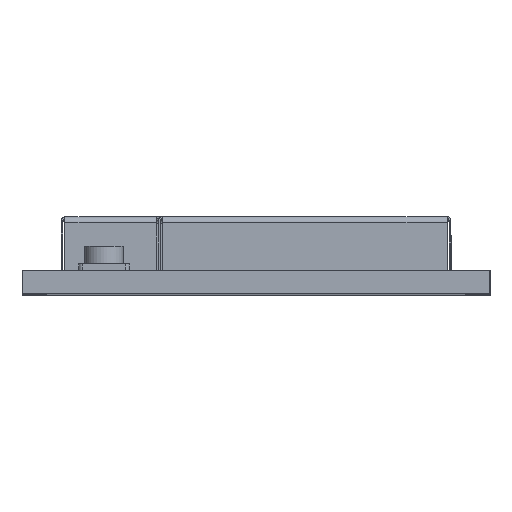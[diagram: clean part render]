
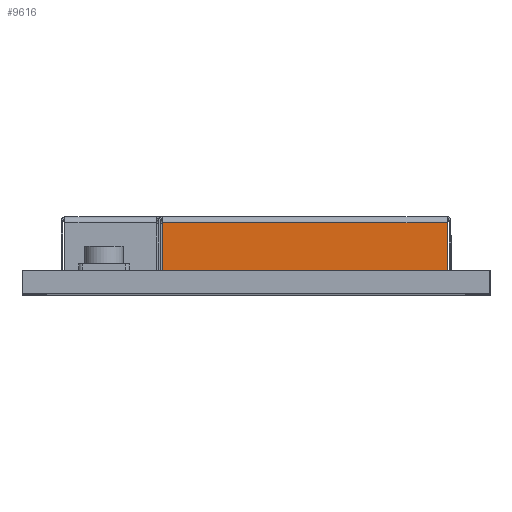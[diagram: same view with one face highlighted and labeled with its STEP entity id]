
A CAD part, top view. The second image highlights one B-rep face of the part: STEP entity #9616.
In plain terms, the highlighted planar face has unit normal (0, 0, 1).
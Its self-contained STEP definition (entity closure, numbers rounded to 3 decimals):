
#1502 = CARTESIAN_POINT ( 'NONE',  ( 0., 3.67, 17.35 ) ) ;
#1684 = DIRECTION ( 'NONE',  ( -1., 0., 0. ) ) ;
#1856 = DIRECTION ( 'NONE',  ( 0., 1., 0. ) ) ;
#1898 = PLANE ( 'NONE',  #9313 ) ;
#2265 = VECTOR ( 'NONE', #1684, 1000. ) ;
#2818 = EDGE_CURVE ( 'NONE', #10255, #10044, #9076, .T. ) ;
#2865 = ORIENTED_EDGE ( 'NONE', *, *, #2818, .T. ) ;
#3859 = CARTESIAN_POINT ( 'NONE',  ( 9.8, 3.67, 17.35 ) ) ;
#3927 = DIRECTION ( 'NONE',  ( 0., 0., 1. ) ) ;
#4102 = LINE ( 'NONE', #9663, #9002 ) ;
#4201 = EDGE_CURVE ( 'NONE', #6270, #10044, #7376, .T. ) ;
#4689 = CARTESIAN_POINT ( 'NONE',  ( -4.8, 1.21, 17.35 ) ) ;
#4947 = VECTOR ( 'NONE', #1856, 1000. ) ;
#5381 = CARTESIAN_POINT ( 'NONE',  ( 0., 0., 17.35 ) ) ;
#6188 = CARTESIAN_POINT ( 'NONE',  ( 9.8, 1.21, 17.35 ) ) ;
#6270 = VERTEX_POINT ( 'NONE', #4689 ) ;
#7241 = ORIENTED_EDGE ( 'NONE', *, *, #14320, .F. ) ;
#7376 = LINE ( 'NONE', #7601, #4947 ) ;
#7601 = CARTESIAN_POINT ( 'NONE',  ( -4.8, 3.87, 17.35 ) ) ;
#8063 = ORIENTED_EDGE ( 'NONE', *, *, #4201, .F. ) ;
#8411 = CARTESIAN_POINT ( 'NONE',  ( -4.8, 3.67, 17.35 ) ) ;
#8453 = LINE ( 'NONE', #12877, #2265 ) ;
#8629 = EDGE_LOOP ( 'NONE', ( #7241, #2865, #8063, #11733 ) ) ;
#9002 = VECTOR ( 'NONE', #14095, 1000. ) ;
#9076 = LINE ( 'NONE', #1502, #14232 ) ;
#9313 = AXIS2_PLACEMENT_3D ( 'NONE', #5381, #3927, #14187 ) ;
#9616 = ADVANCED_FACE ( 'NONE', ( #10651 ), #1898, .T. ) ;
#9663 = CARTESIAN_POINT ( 'NONE',  ( 9.8, 1.21, 17.35 ) ) ;
#10044 = VERTEX_POINT ( 'NONE', #8411 ) ;
#10255 = VERTEX_POINT ( 'NONE', #3859 ) ;
#10441 = EDGE_CURVE ( 'NONE', #13926, #6270, #8453, .T. ) ;
#10651 = FACE_OUTER_BOUND ( 'NONE', #8629, .T. ) ;
#11733 = ORIENTED_EDGE ( 'NONE', *, *, #10441, .F. ) ;
#12877 = CARTESIAN_POINT ( 'NONE',  ( -4.8, 1.21, 17.35 ) ) ;
#13716 = DIRECTION ( 'NONE',  ( -1., 0., 0. ) ) ;
#13926 = VERTEX_POINT ( 'NONE', #6188 ) ;
#14095 = DIRECTION ( 'NONE',  ( 0., -1., 0. ) ) ;
#14187 = DIRECTION ( 'NONE',  ( 0., -1., 0. ) ) ;
#14232 = VECTOR ( 'NONE', #13716, 1000. ) ;
#14320 = EDGE_CURVE ( 'NONE', #10255, #13926, #4102, .T. ) ;
